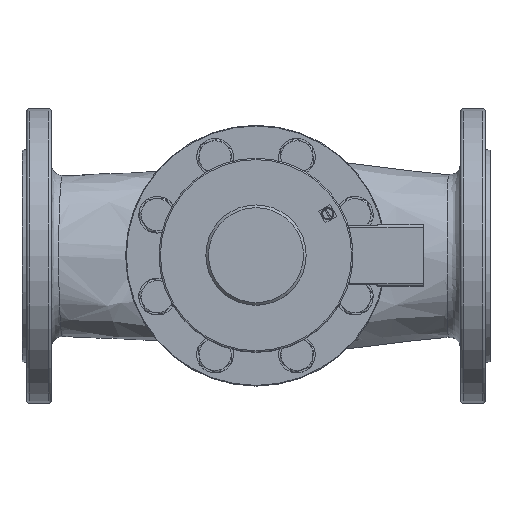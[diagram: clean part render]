
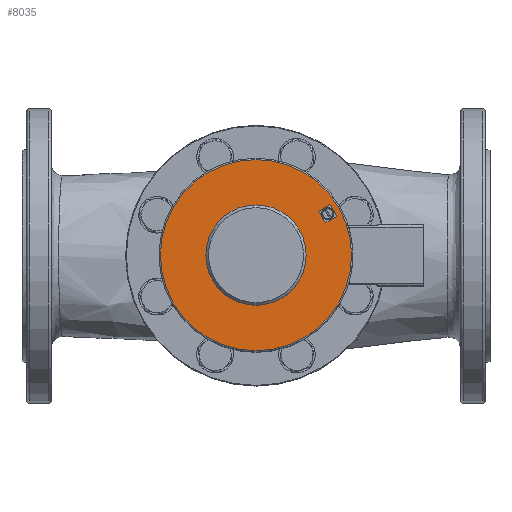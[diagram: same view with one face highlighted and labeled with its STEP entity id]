
A CAD part, top view. The second image highlights one B-rep face of the part: STEP entity #8035.
In plain terms, the highlighted planar face has unit normal (0, 0, 1).
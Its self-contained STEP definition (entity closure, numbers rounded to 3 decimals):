
#621=LINE('',#18493,#960);
#632=LINE('',#18514,#971);
#633=LINE('',#18517,#972);
#635=LINE('',#18521,#974);
#637=LINE('',#18525,#976);
#639=LINE('',#18529,#978);
#641=LINE('',#18533,#980);
#643=LINE('',#18536,#982);
#960=VECTOR('',#10524,9.);
#971=VECTOR('',#10539,0.707);
#972=VECTOR('',#10542,0.707);
#974=VECTOR('',#10546,9.);
#976=VECTOR('',#10550,0.707);
#978=VECTOR('',#10554,9.);
#980=VECTOR('',#10558,0.707);
#982=VECTOR('',#10562,9.);
#1321=PLANE('',#8842);
#1697=FACE_BOUND('',#2692,.T.);
#1698=FACE_BOUND('',#2693,.T.);
#2031=FACE_OUTER_BOUND('',#2691,.T.);
#2691=EDGE_LOOP('',(#6747));
#2692=EDGE_LOOP('',(#6748,#6749,#6750,#6751,#6752,#6753,#6754,#6755));
#2693=EDGE_LOOP('',(#6756));
#3174=CIRCLE('',#8843,71.5);
#3175=CIRCLE('',#8844,37.5);
#3797=VERTEX_POINT('',#18489);
#3799=VERTEX_POINT('',#18492);
#3807=VERTEX_POINT('',#18512);
#3808=VERTEX_POINT('',#18516);
#3809=VERTEX_POINT('',#18520);
#3810=VERTEX_POINT('',#18524);
#3811=VERTEX_POINT('',#18528);
#3812=VERTEX_POINT('',#18532);
#3813=VERTEX_POINT('',#18538);
#3814=VERTEX_POINT('',#18540);
#4809=EDGE_CURVE('',#3799,#3797,#621,.T.);
#4820=EDGE_CURVE('',#3797,#3807,#632,.T.);
#4821=EDGE_CURVE('',#3808,#3799,#633,.T.);
#4823=EDGE_CURVE('',#3809,#3808,#635,.T.);
#4825=EDGE_CURVE('',#3810,#3809,#637,.T.);
#4827=EDGE_CURVE('',#3811,#3810,#639,.T.);
#4829=EDGE_CURVE('',#3812,#3811,#641,.T.);
#4831=EDGE_CURVE('',#3807,#3812,#643,.T.);
#4832=EDGE_CURVE('',#3813,#3813,#3174,.T.);
#4833=EDGE_CURVE('',#3814,#3814,#3175,.T.);
#6747=ORIENTED_EDGE('',*,*,#4832,.F.);
#6748=ORIENTED_EDGE('',*,*,#4809,.T.);
#6749=ORIENTED_EDGE('',*,*,#4820,.T.);
#6750=ORIENTED_EDGE('',*,*,#4831,.T.);
#6751=ORIENTED_EDGE('',*,*,#4829,.T.);
#6752=ORIENTED_EDGE('',*,*,#4827,.T.);
#6753=ORIENTED_EDGE('',*,*,#4825,.T.);
#6754=ORIENTED_EDGE('',*,*,#4823,.T.);
#6755=ORIENTED_EDGE('',*,*,#4821,.T.);
#6756=ORIENTED_EDGE('',*,*,#4833,.F.);
#8035=ADVANCED_FACE('',(#2031,#1697,#1698),#1321,.T.);
#8842=AXIS2_PLACEMENT_3D('',#18537,#10563,#10564);
#8843=AXIS2_PLACEMENT_3D('',#18539,#10565,#10566);
#8844=AXIS2_PLACEMENT_3D('',#18541,#10567,#10568);
#10524=DIRECTION('',(0.5,-0.866,0.));
#10539=DIRECTION('',(-0.259,-0.966,0.));
#10542=DIRECTION('',(0.966,-0.259,0.));
#10546=DIRECTION('',(0.866,0.5,0.));
#10550=DIRECTION('',(0.259,0.966,0.));
#10554=DIRECTION('',(-0.5,0.866,0.));
#10558=DIRECTION('',(-0.966,0.259,0.));
#10562=DIRECTION('',(-0.866,-0.5,0.));
#10563=DIRECTION('center_axis',(0.,0.,
1.));
#10564=DIRECTION('ref_axis',(0.,1.,0.));
#10565=DIRECTION('center_axis',(0.,0.,
-1.));
#10566=DIRECTION('ref_axis',(0.,-1.,0.));
#10567=DIRECTION('center_axis',(0.,0.,
1.));
#10568=DIRECTION('ref_axis',(-1.,0.,0.));
#18489=CARTESIAN_POINT('',(60.275,29.603,362.576));
#18492=CARTESIAN_POINT('',(55.775,37.397,362.576));
#18493=CARTESIAN_POINT('',(72.147,9.04,362.576));
#18512=CARTESIAN_POINT('',(60.092,28.92,362.576));
#18514=CARTESIAN_POINT('',(45.635,-25.034,362.576));
#18516=CARTESIAN_POINT('',(55.092,37.58,362.576));
#18517=CARTESIAN_POINT('',(43.135,40.784,362.576));
#18520=CARTESIAN_POINT('',(47.298,33.08,362.576));
#18521=CARTESIAN_POINT('',(6.811,9.705,362.576));
#18524=CARTESIAN_POINT('',(47.115,32.397,362.576));
#18525=CARTESIAN_POINT('',(32.658,-21.557,362.576));
#18528=CARTESIAN_POINT('',(51.615,24.603,362.576));
#18529=CARTESIAN_POINT('',(65.986,-0.29,362.576));
#18532=CARTESIAN_POINT('',(52.298,24.42,362.576));
#18533=CARTESIAN_POINT('',(39.657,27.807,362.576));
#18536=CARTESIAN_POINT('',(16.141,3.545,362.576));
#18537=CARTESIAN_POINT('Origin',(0.,-71.,
362.576));
#18538=CARTESIAN_POINT('',(0.,-71.5,362.576));
#18539=CARTESIAN_POINT('Origin',(0.,0.,
362.576));
#18540=CARTESIAN_POINT('',(-37.5,0.,362.576));
#18541=CARTESIAN_POINT('Origin',(0.,0.,
362.576));
